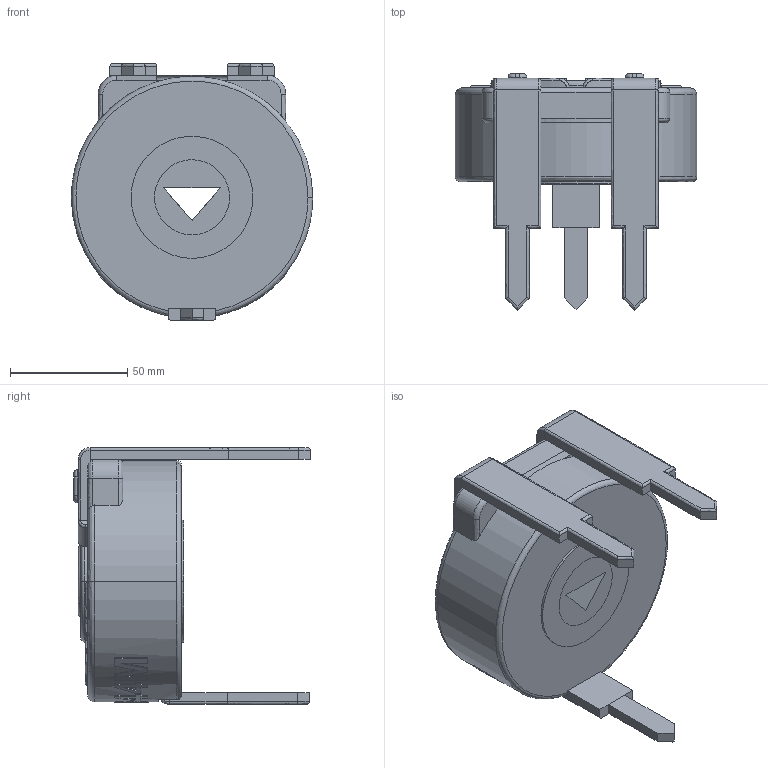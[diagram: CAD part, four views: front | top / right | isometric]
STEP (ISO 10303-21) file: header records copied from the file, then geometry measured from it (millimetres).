
FILE_DESCRIPTION(/* description */ (''),/* implementation_level */ '2;1');
FILE_NAME(/* name */ 'PT-10',/* time_stamp */ '2014-03-21T23:48:53+01:00',/* author */ (''),/* organization */ (''),/* preprocessor_version */ 'ST-DEVELOPER v14',/* originating_system */ '',/* authorisation */ '');
FILE_SCHEMA (('CONFIG_CONTROL_DESIGN'));
Length unit declared in the file: millimetre
Products named in the file (1): Document
Bounding box: 103 x 101 x 109.5 mm (x, y, z)
Volume: 363348.3 mm3; surface area: 77617.8 mm2
Topology: 25 solids, 27 shells, 507 faces, 1185 edges, 728 vertices
Faces by surface type: bspline 299, plane 208
Entity records: 19903 total; most frequent: CARTESIAN_POINT 12451, ORIENTED_EDGE 2359, EDGE_CURVE 1184, B_SPLINE_CURVE_WITH_KNOTS 790, VERTEX_POINT 727, EDGE_LOOP 529, ADVANCED_FACE 507, FACE_OUTER_BOUND 507
